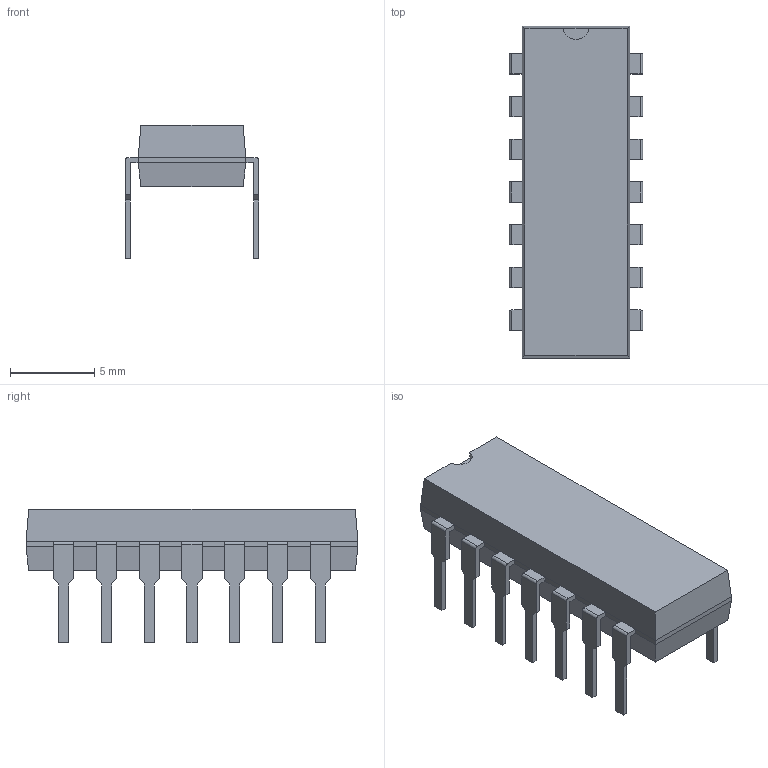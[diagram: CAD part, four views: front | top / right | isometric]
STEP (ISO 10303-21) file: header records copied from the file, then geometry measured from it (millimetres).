
FILE_DESCRIPTION(('FreeCAD Model'),'2;1');
FILE_NAME('630552.1.2.stp','2020-04-09T03:49:20',( 'Author'),(''),'Open CASCADE STEP processor 6.9','FreeCAD','Unknown' );
FILE_SCHEMA(('AUTOMOTIVE_DESIGN { 1 0 10303 214 1 1 1 1 }'));
Length unit declared in the file: millimetre
Products named in the file (3): ASSEMBLY; Body; PinsArrayLR
Assembly tree (2 placements, depth 2):
  ASSEMBLY
    Body
    PinsArrayLR
Bounding box: 7.92 x 19.75 x 7.95 mm (x, y, z)
Volume: 470.4 mm3; surface area: 644.6 mm2
Topology: 15 solids, 15 shells, 198 faces, 496 edges, 328 vertices
Faces by surface type: plane 183, cylinder 15
Entity records: 12465 total; most frequent: CARTESIAN_POINT 2119, DIRECTION 1904, LINE 1420, VECTOR 1420, ORIENTED_EDGE 992, PCURVE 992, DEFINITIONAL_REPRESENTATION 992, EDGE_CURVE 496
